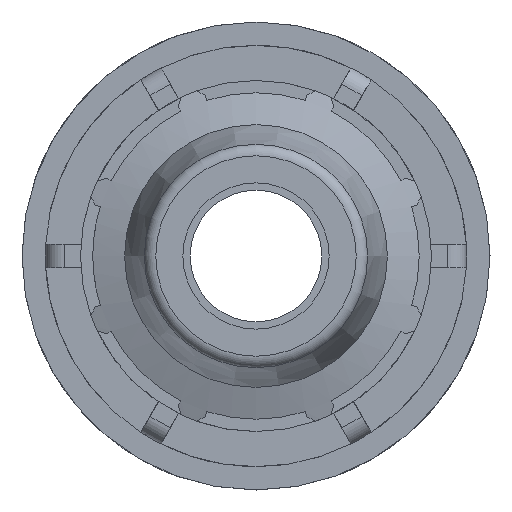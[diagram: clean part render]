
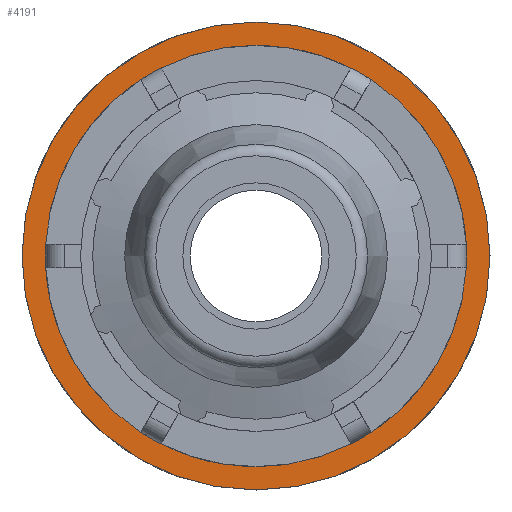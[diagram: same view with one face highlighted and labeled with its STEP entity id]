
A CAD part, left-side view. The second image highlights one B-rep face of the part: STEP entity #4191.
In plain terms, the highlighted planar face has unit normal (-1, 0, 0).
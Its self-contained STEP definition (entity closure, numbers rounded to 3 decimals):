
#93=FACE_BOUND('',#604,.T.);
#375=FACE_OUTER_BOUND('',#603,.T.);
#603=EDGE_LOOP('',(#3431));
#604=EDGE_LOOP('',(#3432));
#693=CIRCLE('',#4308,32.);
#803=CIRCLE('',#4561,25.6);
#1634=VERTEX_POINT('',#6059);
#1877=VERTEX_POINT('',#7133);
#2063=EDGE_CURVE('',#1634,#1634,#693,.T.);
#2443=EDGE_CURVE('',#1877,#1877,#803,.T.);
#3431=ORIENTED_EDGE('',*,*,#2063,.F.);
#3432=ORIENTED_EDGE('',*,*,#2443,.T.);
#3778=PLANE('',#4560);
#4191=ADVANCED_FACE('',(#375,#93),#3778,.T.);
#4308=AXIS2_PLACEMENT_3D('',#6060,#4881,#4882);
#4560=AXIS2_PLACEMENT_3D('',#7132,#5591,#5592);
#4561=AXIS2_PLACEMENT_3D('',#7134,#5593,#5594);
#4881=DIRECTION('center_axis',(1.,0.,0.));
#4882=DIRECTION('ref_axis',(0.,0.,-1.));
#5591=DIRECTION('center_axis',(-1.,0.,0.));
#5592=DIRECTION('ref_axis',(0.,0.,1.));
#5593=DIRECTION('center_axis',(1.,0.,0.));
#5594=DIRECTION('ref_axis',(0.,0.,-1.));
#6059=CARTESIAN_POINT('',(24.2,0.,32.));
#6060=CARTESIAN_POINT('Origin',(24.2,0.,0.));
#7132=CARTESIAN_POINT('Origin',(24.2,32.,0.));
#7133=CARTESIAN_POINT('',(24.2,25.6,0.));
#7134=CARTESIAN_POINT('Origin',(24.2,0.,0.));
